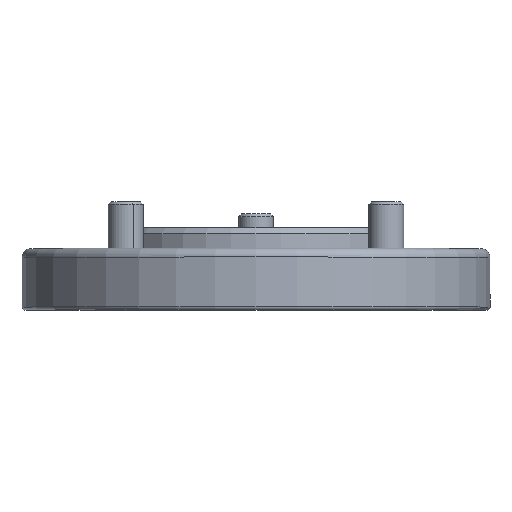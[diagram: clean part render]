
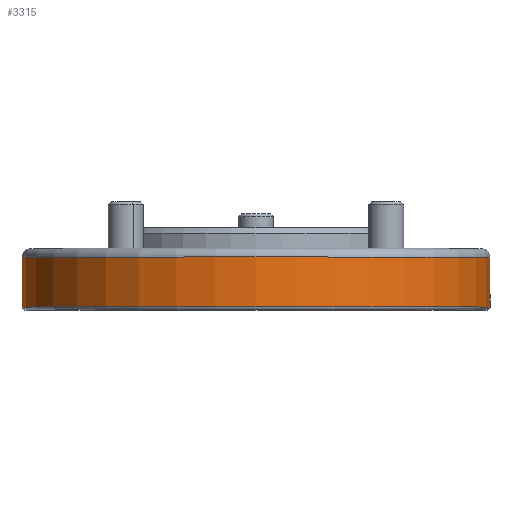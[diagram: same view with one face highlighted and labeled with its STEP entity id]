
A CAD part, top view. The second image highlights one B-rep face of the part: STEP entity #3315.
In plain terms, the highlighted cylindrical face has radius 40 mm (diameter 80 mm), a partial arc.
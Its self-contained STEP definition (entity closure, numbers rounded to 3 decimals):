
#309 = CARTESIAN_POINT ( 'NONE',  ( 40., 56.5, 0. ) ) ;
#428 = ORIENTED_EDGE ( 'NONE', *, *, #953, .F. ) ;
#437 = VERTEX_POINT ( 'NONE', #1506 ) ;
#542 = DIRECTION ( 'NONE',  ( 0., 1., 0. ) ) ;
#561 = CARTESIAN_POINT ( 'NONE',  ( -40., 70., 0. ) ) ;
#621 = CARTESIAN_POINT ( 'NONE',  ( -40., 56.5, 0. ) ) ;
#854 = VECTOR ( 'NONE', #3290, 1000. ) ;
#953 = EDGE_CURVE ( 'NONE', #437, #4880, #3996, .T. ) ;
#1430 = DIRECTION ( 'NONE',  ( -1., 0., 0. ) ) ;
#1506 = CARTESIAN_POINT ( 'NONE',  ( -40., 65., 0. ) ) ;
#1574 = DIRECTION ( 'NONE',  ( 0., 1., 0. ) ) ;
#1582 = AXIS2_PLACEMENT_3D ( 'NONE', #5306, #4745, #1430 ) ;
#1906 = DIRECTION ( 'NONE',  ( 0., 1., 0. ) ) ;
#2205 = ORIENTED_EDGE ( 'NONE', *, *, #7023, .T. ) ;
#2368 = AXIS2_PLACEMENT_3D ( 'NONE', #2434, #1906, #3567 ) ;
#2434 = CARTESIAN_POINT ( 'NONE',  ( 0., 70., 0. ) ) ;
#2439 = CARTESIAN_POINT ( 'NONE',  ( 40., 65., 0. ) ) ;
#2473 = EDGE_CURVE ( 'NONE', #5045, #6215, #5394, .T. ) ;
#2735 = DIRECTION ( 'NONE',  ( -1., 0., 0. ) ) ;
#2997 = FACE_OUTER_BOUND ( 'NONE', #3225, .T. ) ;
#3225 = EDGE_LOOP ( 'NONE', ( #4953, #2205, #428, #3918 ) ) ;
#3290 = DIRECTION ( 'NONE',  ( 0., 1., 0. ) ) ;
#3315 = ADVANCED_FACE ( 'NONE', ( #2997 ), #6723, .T. ) ;
#3397 = AXIS2_PLACEMENT_3D ( 'NONE', #5935, #542, #2735 ) ;
#3567 = DIRECTION ( 'NONE',  ( -1., 0., 0. ) ) ;
#3918 = ORIENTED_EDGE ( 'NONE', *, *, #5923, .F. ) ;
#3996 = CIRCLE ( 'NONE', #1582, 40. ) ;
#4258 = LINE ( 'NONE', #561, #854 ) ;
#4314 = LINE ( 'NONE', #5448, #6636 ) ;
#4745 = DIRECTION ( 'NONE',  ( 0., 1., 0. ) ) ;
#4880 = VERTEX_POINT ( 'NONE', #2439 ) ;
#4953 = ORIENTED_EDGE ( 'NONE', *, *, #2473, .T. ) ;
#5045 = VERTEX_POINT ( 'NONE', #621 ) ;
#5306 = CARTESIAN_POINT ( 'NONE',  ( 0., 65., 0. ) ) ;
#5394 = CIRCLE ( 'NONE', #3397, 40. ) ;
#5448 = CARTESIAN_POINT ( 'NONE',  ( 40., 70., 0. ) ) ;
#5923 = EDGE_CURVE ( 'NONE', #5045, #437, #4258, .T. ) ;
#5935 = CARTESIAN_POINT ( 'NONE',  ( 0., 56.5, 0. ) ) ;
#6215 = VERTEX_POINT ( 'NONE', #309 ) ;
#6636 = VECTOR ( 'NONE', #1574, 1000. ) ;
#6723 = CYLINDRICAL_SURFACE ( 'NONE', #2368, 40. ) ;
#7023 = EDGE_CURVE ( 'NONE', #6215, #4880, #4314, .T. ) ;
